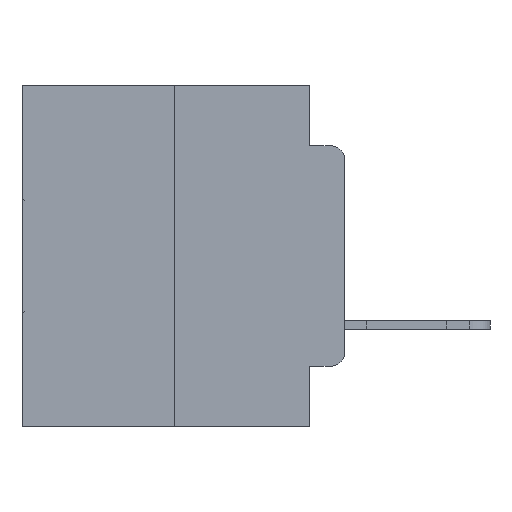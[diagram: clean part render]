
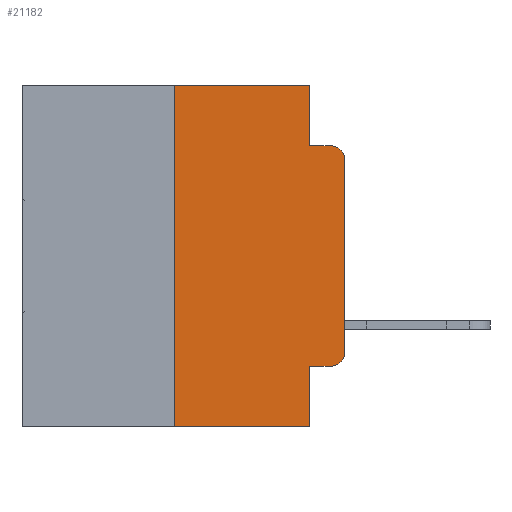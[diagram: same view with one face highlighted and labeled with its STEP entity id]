
A CAD part, left-side view. The second image highlights one B-rep face of the part: STEP entity #21182.
In plain terms, the highlighted planar face has unit normal (-1, 0, 0).
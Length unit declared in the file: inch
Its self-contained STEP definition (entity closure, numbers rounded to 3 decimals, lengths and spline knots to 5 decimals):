
#321 = CARTESIAN_POINT ( 'NONE',  ( 0., 0.473, 0. ) ) ;
#324 = CARTESIAN_POINT ( 'NONE',  ( 0., 0.02, -0.3915 ) ) ;
#1118 = EDGE_CURVE ( 'NONE', #27863, #21760, #22665, .T. ) ;
#1223 = CARTESIAN_POINT ( 'NONE',  ( 0., 0.25, 0. ) ) ;
#1310 = AXIS2_PLACEMENT_3D ( 'NONE', #324, #28951, #28948 ) ;
#1380 = DIRECTION ( 'NONE',  ( 0., 0., 1. ) ) ;
#1564 = ORIENTED_EDGE ( 'NONE', *, *, #14119, .F. ) ;
#1704 = CARTESIAN_POINT ( 'NONE',  ( 0., 0.473, 0. ) ) ;
#2417 = LINE ( 'NONE', #1223, #13166 ) ;
#2560 = CIRCLE ( 'NONE', #19089, 0.02 ) ;
#2925 = CARTESIAN_POINT ( 'NONE',  ( 0., 0.25, -0.5 ) ) ;
#3444 = CARTESIAN_POINT ( 'NONE',  ( 0., 0.051, 0. ) ) ;
#3605 = DIRECTION ( 'NONE',  ( 0., 0., -1. ) ) ;
#3940 = FACE_OUTER_BOUND ( 'NONE', #23914, .T. ) ;
#4052 = CARTESIAN_POINT ( 'NONE',  ( 0., 0.02, -0.0885 ) ) ;
#4985 = EDGE_CURVE ( 'NONE', #19173, #15443, #16150, .T. ) ;
#5099 = DIRECTION ( 'NONE',  ( 0., 0., 1. ) ) ;
#5167 = CARTESIAN_POINT ( 'NONE',  ( 0., 0., 0. ) ) ;
#6331 = ORIENTED_EDGE ( 'NONE', *, *, #4985, .F. ) ;
#6764 = VECTOR ( 'NONE', #15390, 39.37008 ) ;
#7078 = DIRECTION ( 'NONE',  ( -1., 0., 0. ) ) ;
#7313 = PLANE ( 'NONE',  #10297 ) ;
#7380 = ORIENTED_EDGE ( 'NONE', *, *, #12497, .T. ) ;
#7757 = CARTESIAN_POINT ( 'NONE',  ( 0., 0.051, 0. ) ) ;
#8299 = CARTESIAN_POINT ( 'NONE',  ( 0., 0.051, -0.0885 ) ) ;
#8321 = VECTOR ( 'NONE', #9522, 39.37008 ) ;
#9225 = VERTEX_POINT ( 'NONE', #2925 ) ;
#9522 = DIRECTION ( 'NONE',  ( 0., -1., 0. ) ) ;
#9593 = DIRECTION ( 'NONE',  ( 0., 0., -1. ) ) ;
#9993 = VERTEX_POINT ( 'NONE', #8299 ) ;
#10041 = DIRECTION ( 'NONE',  ( 0., 0., -1. ) ) ;
#10177 = VECTOR ( 'NONE', #3605, 39.37008 ) ;
#10221 = CARTESIAN_POINT ( 'NONE',  ( 0., 0.02, -0.4115 ) ) ;
#10297 = AXIS2_PLACEMENT_3D ( 'NONE', #321, #23002, #9593 ) ;
#10698 = CARTESIAN_POINT ( 'NONE',  ( 0., 0.051, -0.4115 ) ) ;
#10772 = VECTOR ( 'NONE', #5099, 39.37008 ) ;
#12497 = EDGE_CURVE ( 'NONE', #9225, #15443, #22651, .T. ) ;
#12587 = ORIENTED_EDGE ( 'NONE', *, *, #1118, .T. ) ;
#13141 = CARTESIAN_POINT ( 'NONE',  ( 0., 0.051, -0.0885 ) ) ;
#13166 = VECTOR ( 'NONE', #1380, 39.37008 ) ;
#14119 = EDGE_CURVE ( 'NONE', #9225, #22290, #2417, .T. ) ;
#14179 = CIRCLE ( 'NONE', #1310, 0.02 ) ;
#14245 = LINE ( 'NONE', #7757, #26044 ) ;
#14706 = EDGE_CURVE ( 'NONE', #15748, #27863, #14179, .T. ) ;
#14756 = ORIENTED_EDGE ( 'NONE', *, *, #26395, .F. ) ;
#15390 = DIRECTION ( 'NONE',  ( 0., -1., 0. ) ) ;
#15443 = VERTEX_POINT ( 'NONE', #15812 ) ;
#15748 = VERTEX_POINT ( 'NONE', #10221 ) ;
#15767 = ORIENTED_EDGE ( 'NONE', *, *, #27768, .F. ) ;
#15776 = CARTESIAN_POINT ( 'NONE',  ( 0., 0., -0.3915 ) ) ;
#15812 = CARTESIAN_POINT ( 'NONE',  ( 0., 0.051, -0.5 ) ) ;
#16150 = LINE ( 'NONE', #3444, #10177 ) ;
#16287 = VECTOR ( 'NONE', #22112, 39.37008 ) ;
#16386 = CARTESIAN_POINT ( 'NONE',  ( 0., 0.473, -0.5 ) ) ;
#16719 = DIRECTION ( 'NONE',  ( 0., -1., 0. ) ) ;
#16741 = VECTOR ( 'NONE', #16719, 39.37008 ) ;
#16818 = ORIENTED_EDGE ( 'NONE', *, *, #19904, .T. ) ;
#17287 = ORIENTED_EDGE ( 'NONE', *, *, #20615, .T. ) ;
#19089 = AXIS2_PLACEMENT_3D ( 'NONE', #20503, #7078, #22776 ) ;
#19173 = VERTEX_POINT ( 'NONE', #10698 ) ;
#19904 = EDGE_CURVE ( 'NONE', #21760, #21606, #2560, .T. ) ;
#20404 = CARTESIAN_POINT ( 'NONE',  ( 0., 0., -0.1085 ) ) ;
#20503 = CARTESIAN_POINT ( 'NONE',  ( 0., 0.02, -0.1085 ) ) ;
#20615 = EDGE_CURVE ( 'NONE', #19173, #15748, #26121, .T. ) ;
#21182 = ADVANCED_FACE ( 'NONE', ( #3940 ), #7313, .F. ) ;
#21545 = VERTEX_POINT ( 'NONE', #21816 ) ;
#21606 = VERTEX_POINT ( 'NONE', #4052 ) ;
#21760 = VERTEX_POINT ( 'NONE', #20404 ) ;
#21816 = CARTESIAN_POINT ( 'NONE',  ( 0., 0.051, 0. ) ) ;
#22112 = DIRECTION ( 'NONE',  ( 0., -1., 0. ) ) ;
#22216 = LINE ( 'NONE', #13141, #16287 ) ;
#22290 = VERTEX_POINT ( 'NONE', #23281 ) ;
#22459 = EDGE_CURVE ( 'NONE', #22290, #21545, #23983, .T. ) ;
#22651 = LINE ( 'NONE', #16386, #16741 ) ;
#22665 = LINE ( 'NONE', #5167, #10772 ) ;
#22776 = DIRECTION ( 'NONE',  ( 0., 0., -1. ) ) ;
#23002 = DIRECTION ( 'NONE',  ( 1., 0., 0. ) ) ;
#23281 = CARTESIAN_POINT ( 'NONE',  ( 0., 0.25, 0. ) ) ;
#23914 = EDGE_LOOP ( 'NONE', ( #12587, #16818, #15767, #14756, #25522, #1564, #7380, #6331, #17287, #28216 ) ) ;
#23983 = LINE ( 'NONE', #1704, #6764 ) ;
#25522 = ORIENTED_EDGE ( 'NONE', *, *, #22459, .F. ) ;
#26044 = VECTOR ( 'NONE', #10041, 39.37008 ) ;
#26121 = LINE ( 'NONE', #27182, #8321 ) ;
#26395 = EDGE_CURVE ( 'NONE', #21545, #9993, #14245, .T. ) ;
#27182 = CARTESIAN_POINT ( 'NONE',  ( 0., 0.051, -0.4115 ) ) ;
#27768 = EDGE_CURVE ( 'NONE', #9993, #21606, #22216, .T. ) ;
#27863 = VERTEX_POINT ( 'NONE', #15776 ) ;
#28216 = ORIENTED_EDGE ( 'NONE', *, *, #14706, .T. ) ;
#28948 = DIRECTION ( 'NONE',  ( 0., 0., -1. ) ) ;
#28951 = DIRECTION ( 'NONE',  ( -1., 0., 0. ) ) ;
